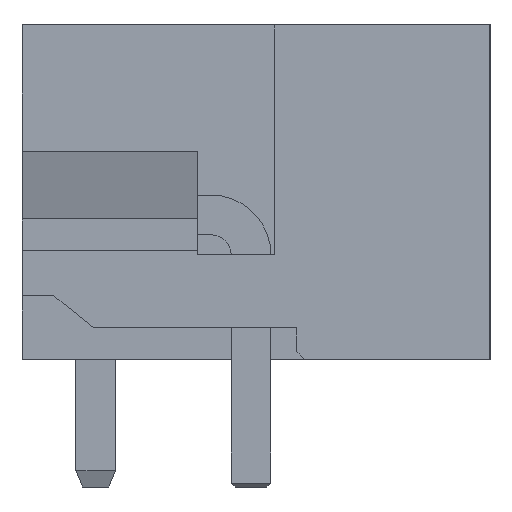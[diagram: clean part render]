
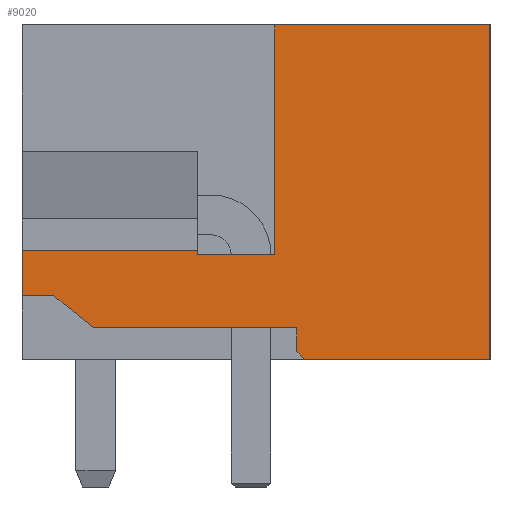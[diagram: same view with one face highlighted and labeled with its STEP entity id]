
A CAD part, left-side view. The second image highlights one B-rep face of the part: STEP entity #9020.
In plain terms, the highlighted planar face has unit normal (-1, 0, 0).
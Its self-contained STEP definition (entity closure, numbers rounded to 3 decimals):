
#8984=AXIS2_PLACEMENT_3D('Plane Axis2P3D',#8981,#8982,#8983) ;
#608=CARTESIAN_POINT('Vertex',(0.,0.,3.2)) ;
#611=CARTESIAN_POINT('Line Origine',(0.,2.325,3.2)) ;
#615=CARTESIAN_POINT('Vertex',(0.,4.65,3.2)) ;
#1304=CARTESIAN_POINT('Vertex',(0.,0.,11.6)) ;
#1307=CARTESIAN_POINT('Line Origine',(0.,0.,7.4)) ;
#2518=CARTESIAN_POINT('Vertex',(0.,5.4,11.6)) ;
#2521=CARTESIAN_POINT('Line Origine',(0.,2.7,11.6)) ;
#2677=CARTESIAN_POINT('Vertex',(0.,11.75,4.8)) ;
#2680=CARTESIAN_POINT('Line Origine',(0.,11.75,5.365)) ;
#2684=CARTESIAN_POINT('Vertex',(0.,11.75,5.93)) ;
#8499=CARTESIAN_POINT('Line Origine',(0.,11.35,4.8)) ;
#8503=CARTESIAN_POINT('Vertex',(0.,10.95,4.8)) ;
#8571=CARTESIAN_POINT('Line Origine',(0.,10.45,4.4)) ;
#8575=CARTESIAN_POINT('Vertex',(0.,9.95,4.)) ;
#8595=CARTESIAN_POINT('Line Origine',(0.,4.75,3.3)) ;
#8599=CARTESIAN_POINT('Vertex',(0.,4.85,3.4)) ;
#8619=CARTESIAN_POINT('Line Origine',(0.,4.85,3.7)) ;
#8623=CARTESIAN_POINT('Vertex',(0.,4.85,4.)) ;
#8643=CARTESIAN_POINT('Line Origine',(0.,7.4,4.)) ;
#8666=CARTESIAN_POINT('Vertex',(0.,7.35,5.93)) ;
#8674=CARTESIAN_POINT('Line Origine',(0.,9.55,5.93)) ;
#8981=CARTESIAN_POINT('Axis2P3D Location',(0.,0.,0.)) ;
#8986=CARTESIAN_POINT('Line Origine',(0.,5.4,8.715)) ;
#8990=CARTESIAN_POINT('Vertex',(0.,5.4,5.83)) ;
#8993=CARTESIAN_POINT('Line Origine',(0.,6.375,5.83)) ;
#8997=CARTESIAN_POINT('Vertex',(0.,7.35,5.83)) ;
#9000=CARTESIAN_POINT('Line Origine',(0.,7.35,5.88)) ;
#612=DIRECTION('Vector Direction',(0.,1.,0.)) ;
#1308=DIRECTION('Vector Direction',(0.,0.,1.)) ;
#2522=DIRECTION('Vector Direction',(0.,-1.,0.)) ;
#2681=DIRECTION('Vector Direction',(0.,0.,-1.)) ;
#8500=DIRECTION('Vector Direction',(0.,-1.,0.)) ;
#8572=DIRECTION('Vector Direction',(0.,-0.781,-0.625)) ;
#8596=DIRECTION('Vector Direction',(0.,-0.707,-0.707)) ;
#8620=DIRECTION('Vector Direction',(0.,0.,-1.)) ;
#8644=DIRECTION('Vector Direction',(0.,-1.,0.)) ;
#8675=DIRECTION('Vector Direction',(0.,1.,0.)) ;
#8982=DIRECTION('Axis2P3D Direction',(-1.,0.,0.)) ;
#8983=DIRECTION('Axis2P3D XDirection',(0.,-1.,0.)) ;
#8987=DIRECTION('Vector Direction',(0.,0.,-1.)) ;
#8994=DIRECTION('Vector Direction',(0.,1.,0.)) ;
#9001=DIRECTION('Vector Direction',(0.,0.,-1.)) ;
#613=VECTOR('Line Direction',#612,1.) ;
#1309=VECTOR('Line Direction',#1308,1.) ;
#2523=VECTOR('Line Direction',#2522,1.) ;
#2682=VECTOR('Line Direction',#2681,1.) ;
#8501=VECTOR('Line Direction',#8500,1.) ;
#8573=VECTOR('Line Direction',#8572,1.) ;
#8597=VECTOR('Line Direction',#8596,1.) ;
#8621=VECTOR('Line Direction',#8620,1.) ;
#8645=VECTOR('Line Direction',#8644,1.) ;
#8676=VECTOR('Line Direction',#8675,1.) ;
#8988=VECTOR('Line Direction',#8987,1.) ;
#8995=VECTOR('Line Direction',#8994,1.) ;
#9002=VECTOR('Line Direction',#9001,1.) ;
#9006=ORIENTED_EDGE('',*,*,#8678,.T.) ;
#9007=ORIENTED_EDGE('',*,*,#2686,.T.) ;
#9008=ORIENTED_EDGE('',*,*,#8505,.F.) ;
#9009=ORIENTED_EDGE('',*,*,#8577,.F.) ;
#9010=ORIENTED_EDGE('',*,*,#8647,.F.) ;
#9011=ORIENTED_EDGE('',*,*,#8625,.F.) ;
#9012=ORIENTED_EDGE('',*,*,#8601,.F.) ;
#9013=ORIENTED_EDGE('',*,*,#617,.T.) ;
#9014=ORIENTED_EDGE('',*,*,#1311,.T.) ;
#9015=ORIENTED_EDGE('',*,*,#2525,.T.) ;
#9016=ORIENTED_EDGE('',*,*,#8992,.T.) ;
#9017=ORIENTED_EDGE('',*,*,#8999,.T.) ;
#9018=ORIENTED_EDGE('',*,*,#9004,.F.) ;
#9020=ADVANCED_FACE('HOUSING',(#9019),#8985,.T.) ;
#617=EDGE_CURVE('',#616,#609,#614,.F.) ;
#1311=EDGE_CURVE('',#609,#1305,#1310,.T.) ;
#2525=EDGE_CURVE('',#1305,#2519,#2524,.F.) ;
#2686=EDGE_CURVE('',#2685,#2678,#2683,.T.) ;
#8505=EDGE_CURVE('',#8504,#2678,#8502,.F.) ;
#8577=EDGE_CURVE('',#8576,#8504,#8574,.F.) ;
#8601=EDGE_CURVE('',#616,#8600,#8598,.F.) ;
#8625=EDGE_CURVE('',#8600,#8624,#8622,.F.) ;
#8647=EDGE_CURVE('',#8624,#8576,#8646,.F.) ;
#8678=EDGE_CURVE('',#8667,#2685,#8677,.T.) ;
#8992=EDGE_CURVE('',#2519,#8991,#8989,.T.) ;
#8999=EDGE_CURVE('',#8991,#8998,#8996,.T.) ;
#9004=EDGE_CURVE('',#8667,#8998,#9003,.T.) ;
#9005=EDGE_LOOP('',(#9006,#9007,#9008,#9009,#9010,#9011,#9012,#9013,#9014,#9015,#9016,#9017,#9018)) ;
#9019=FACE_OUTER_BOUND('',#9005,.T.) ;
#614=LINE('Line',#611,#613) ;
#1310=LINE('Line',#1307,#1309) ;
#2524=LINE('Line',#2521,#2523) ;
#2683=LINE('Line',#2680,#2682) ;
#8502=LINE('Line',#8499,#8501) ;
#8574=LINE('Line',#8571,#8573) ;
#8598=LINE('Line',#8595,#8597) ;
#8622=LINE('Line',#8619,#8621) ;
#8646=LINE('Line',#8643,#8645) ;
#8677=LINE('Line',#8674,#8676) ;
#8989=LINE('Line',#8986,#8988) ;
#8996=LINE('Line',#8993,#8995) ;
#9003=LINE('Line',#9000,#9002) ;
#8985=PLANE('',#8984) ;
#609=VERTEX_POINT('',#608) ;
#616=VERTEX_POINT('',#615) ;
#1305=VERTEX_POINT('',#1304) ;
#2519=VERTEX_POINT('',#2518) ;
#2678=VERTEX_POINT('',#2677) ;
#2685=VERTEX_POINT('',#2684) ;
#8504=VERTEX_POINT('',#8503) ;
#8576=VERTEX_POINT('',#8575) ;
#8600=VERTEX_POINT('',#8599) ;
#8624=VERTEX_POINT('',#8623) ;
#8667=VERTEX_POINT('',#8666) ;
#8991=VERTEX_POINT('',#8990) ;
#8998=VERTEX_POINT('',#8997) ;
